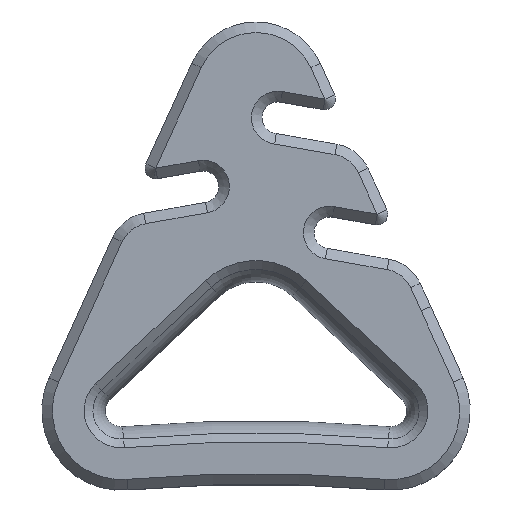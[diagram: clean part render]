
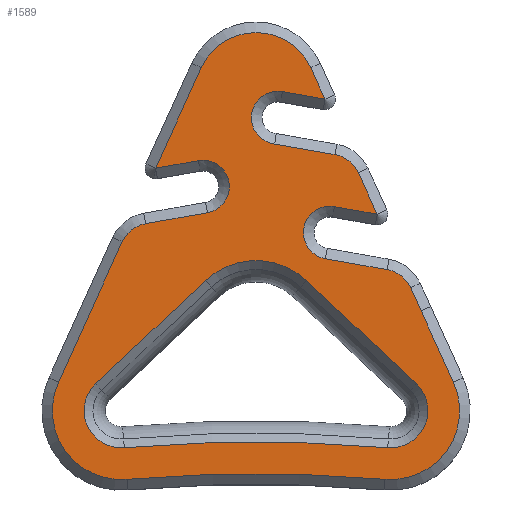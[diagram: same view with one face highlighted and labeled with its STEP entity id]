
A CAD part, top view. The second image highlights one B-rep face of the part: STEP entity #1589.
In plain terms, the highlighted planar face has unit normal (0, 0, 1).
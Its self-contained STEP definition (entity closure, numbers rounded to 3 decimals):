
#20=FACE_BOUND('',#557,.T.);
#27=PLANE('',#1756);
#119=LINE('',#2501,#268);
#140=LINE('',#2574,#289);
#141=LINE('',#2578,#290);
#142=LINE('',#2582,#291);
#143=LINE('',#2586,#292);
#144=LINE('',#2588,#293);
#145=LINE('',#2592,#294);
#146=LINE('',#2594,#295);
#147=LINE('',#2598,#296);
#148=LINE('',#2602,#297);
#149=LINE('',#2610,#298);
#150=LINE('',#2612,#299);
#151=LINE('',#2616,#300);
#152=LINE('',#2619,#301);
#268=VECTOR('',#1993,10.);
#289=VECTOR('',#2064,10.);
#290=VECTOR('',#2067,10.);
#291=VECTOR('',#2070,10.);
#292=VECTOR('',#2073,10.);
#293=VECTOR('',#2074,10.);
#294=VECTOR('',#2077,10.);
#295=VECTOR('',#2078,10.);
#296=VECTOR('',#2081,10.);
#297=VECTOR('',#2084,10.);
#298=VECTOR('',#2091,10.);
#299=VECTOR('',#2092,10.);
#300=VECTOR('',#2095,10.);
#301=VECTOR('',#2098,10.);
#448=FACE_OUTER_BOUND('',#556,.T.);
#556=EDGE_LOOP('',(#1225,#1226,#1227,#1228,#1229,#1230,#1231,#1232,#1233,
#1234,#1235,#1236,#1237,#1238,#1239,#1240,#1241,#1242,#1243,#1244,#1245,
#1246));
#557=EDGE_LOOP('',(#1247,#1248,#1249,#1250,#1251,#1252));
#664=CIRCLE('',#1729,3.5);
#665=CIRCLE('',#1732,1.75);
#678=CIRCLE('',#1752,71.5);
#679=CIRCLE('',#1754,1.75);
#680=CIRCLE('',#1757,1.5);
#681=CIRCLE('',#1758,1.252);
#682=CIRCLE('',#1759,2.84);
#683=CIRCLE('',#1760,1.249);
#684=CIRCLE('',#1761,1.5);
#685=CIRCLE('',#1762,3.249);
#686=CIRCLE('',#1763,70.);
#687=CIRCLE('',#1764,3.249);
#688=CIRCLE('',#1765,1.5);
#689=CIRCLE('',#1766,1.249);
#744=VERTEX_POINT('',#2493);
#745=VERTEX_POINT('',#2495);
#746=VERTEX_POINT('',#2499);
#747=VERTEX_POINT('',#2503);
#772=VERTEX_POINT('',#2566);
#773=VERTEX_POINT('',#2570);
#774=VERTEX_POINT('',#2576);
#775=VERTEX_POINT('',#2577);
#776=VERTEX_POINT('',#2579);
#777=VERTEX_POINT('',#2581);
#778=VERTEX_POINT('',#2583);
#779=VERTEX_POINT('',#2585);
#780=VERTEX_POINT('',#2587);
#781=VERTEX_POINT('',#2589);
#782=VERTEX_POINT('',#2591);
#783=VERTEX_POINT('',#2593);
#784=VERTEX_POINT('',#2595);
#785=VERTEX_POINT('',#2597);
#786=VERTEX_POINT('',#2599);
#787=VERTEX_POINT('',#2601);
#788=VERTEX_POINT('',#2603);
#789=VERTEX_POINT('',#2605);
#790=VERTEX_POINT('',#2607);
#791=VERTEX_POINT('',#2609);
#792=VERTEX_POINT('',#2611);
#793=VERTEX_POINT('',#2613);
#794=VERTEX_POINT('',#2615);
#795=VERTEX_POINT('',#2617);
#894=EDGE_CURVE('',#744,#745,#664,.T.);
#897=EDGE_CURVE('',#746,#744,#119,.T.);
#899=EDGE_CURVE('',#747,#746,#665,.T.);
#930=EDGE_CURVE('',#772,#747,#678,.T.);
#932=EDGE_CURVE('',#773,#772,#679,.T.);
#933=EDGE_CURVE('',#745,#773,#140,.T.);
#934=EDGE_CURVE('',#774,#775,#141,.T.);
#935=EDGE_CURVE('',#776,#774,#680,.T.);
#936=EDGE_CURVE('',#777,#776,#142,.T.);
#937=EDGE_CURVE('',#778,#777,#681,.T.);
#938=EDGE_CURVE('',#779,#778,#143,.T.);
#939=EDGE_CURVE('',#780,#779,#144,.T.);
#940=EDGE_CURVE('',#781,#780,#682,.T.);
#941=EDGE_CURVE('',#782,#781,#145,.T.);
#942=EDGE_CURVE('',#783,#782,#146,.T.);
#943=EDGE_CURVE('',#784,#783,#683,.T.);
#944=EDGE_CURVE('',#785,#784,#147,.T.);
#945=EDGE_CURVE('',#786,#785,#684,.T.);
#946=EDGE_CURVE('',#787,#786,#148,.T.);
#947=EDGE_CURVE('',#788,#787,#685,.T.);
#948=EDGE_CURVE('',#789,#788,#686,.T.);
#949=EDGE_CURVE('',#790,#789,#687,.T.);
#950=EDGE_CURVE('',#791,#790,#149,.T.);
#951=EDGE_CURVE('',#792,#791,#150,.T.);
#952=EDGE_CURVE('',#793,#792,#688,.T.);
#953=EDGE_CURVE('',#794,#793,#151,.T.);
#954=EDGE_CURVE('',#795,#794,#689,.T.);
#955=EDGE_CURVE('',#775,#795,#152,.T.);
#1225=ORIENTED_EDGE('',*,*,#934,.F.);
#1226=ORIENTED_EDGE('',*,*,#935,.F.);
#1227=ORIENTED_EDGE('',*,*,#936,.F.);
#1228=ORIENTED_EDGE('',*,*,#937,.F.);
#1229=ORIENTED_EDGE('',*,*,#938,.F.);
#1230=ORIENTED_EDGE('',*,*,#939,.F.);
#1231=ORIENTED_EDGE('',*,*,#940,.F.);
#1232=ORIENTED_EDGE('',*,*,#941,.F.);
#1233=ORIENTED_EDGE('',*,*,#942,.F.);
#1234=ORIENTED_EDGE('',*,*,#943,.F.);
#1235=ORIENTED_EDGE('',*,*,#944,.F.);
#1236=ORIENTED_EDGE('',*,*,#945,.F.);
#1237=ORIENTED_EDGE('',*,*,#946,.F.);
#1238=ORIENTED_EDGE('',*,*,#947,.F.);
#1239=ORIENTED_EDGE('',*,*,#948,.F.);
#1240=ORIENTED_EDGE('',*,*,#949,.F.);
#1241=ORIENTED_EDGE('',*,*,#950,.F.);
#1242=ORIENTED_EDGE('',*,*,#951,.F.);
#1243=ORIENTED_EDGE('',*,*,#952,.F.);
#1244=ORIENTED_EDGE('',*,*,#953,.F.);
#1245=ORIENTED_EDGE('',*,*,#954,.F.);
#1246=ORIENTED_EDGE('',*,*,#955,.F.);
#1247=ORIENTED_EDGE('',*,*,#899,.F.);
#1248=ORIENTED_EDGE('',*,*,#930,.F.);
#1249=ORIENTED_EDGE('',*,*,#932,.F.);
#1250=ORIENTED_EDGE('',*,*,#933,.F.);
#1251=ORIENTED_EDGE('',*,*,#894,.F.);
#1252=ORIENTED_EDGE('',*,*,#897,.F.);
#1589=ADVANCED_FACE('',(#448,#20),#27,.T.);
#1729=AXIS2_PLACEMENT_3D('',#2496,#1987,#1988);
#1732=AXIS2_PLACEMENT_3D('',#2505,#1997,#1998);
#1752=AXIS2_PLACEMENT_3D('',#2568,#2055,#2056);
#1754=AXIS2_PLACEMENT_3D('',#2572,#2060,#2061);
#1756=AXIS2_PLACEMENT_3D('',#2575,#2065,#2066);
#1757=AXIS2_PLACEMENT_3D('',#2580,#2068,#2069);
#1758=AXIS2_PLACEMENT_3D('',#2584,#2071,#2072);
#1759=AXIS2_PLACEMENT_3D('',#2590,#2075,#2076);
#1760=AXIS2_PLACEMENT_3D('',#2596,#2079,#2080);
#1761=AXIS2_PLACEMENT_3D('',#2600,#2082,#2083);
#1762=AXIS2_PLACEMENT_3D('',#2604,#2085,#2086);
#1763=AXIS2_PLACEMENT_3D('',#2606,#2087,#2088);
#1764=AXIS2_PLACEMENT_3D('',#2608,#2089,#2090);
#1765=AXIS2_PLACEMENT_3D('',#2614,#2093,#2094);
#1766=AXIS2_PLACEMENT_3D('',#2618,#2096,#2097);
#1987=DIRECTION('center_axis',(0.,0.,1.));
#1988=DIRECTION('ref_axis',(0.685,0.728,0.));
#1993=DIRECTION('',(-0.728,0.685,0.));
#1997=DIRECTION('center_axis',(0.,0.,1.));
#1998=DIRECTION('ref_axis',(-0.087,-0.996,0.));
#2055=DIRECTION('center_axis',(0.,0.,-1.));
#2056=DIRECTION('ref_axis',(0.087,0.996,0.));
#2060=DIRECTION('center_axis',(0.,0.,1.));
#2061=DIRECTION('ref_axis',(-0.685,0.728,0.));
#2064=DIRECTION('',(-0.728,-0.685,0.));
#2065=DIRECTION('center_axis',(0.,0.,1.));
#2066=DIRECTION('ref_axis',(1.,0.,0.));
#2067=DIRECTION('',(0.413,-0.911,0.));
#2068=DIRECTION('center_axis',(0.,0.,-1.));
#2069=DIRECTION('ref_axis',(0.911,0.413,0.));
#2070=DIRECTION('',(0.985,-0.174,0.));
#2071=DIRECTION('center_axis',(0.,0.,1.));
#2072=DIRECTION('ref_axis',(-0.174,-0.985,0.));
#2073=DIRECTION('',(-0.985,0.174,0.));
#2074=DIRECTION('',(0.413,-0.911,0.));
#2075=DIRECTION('center_axis',(0.,0.,-1.));
#2076=DIRECTION('ref_axis',(0.911,0.413,0.));
#2077=DIRECTION('',(0.414,0.91,0.));
#2078=DIRECTION('',(-0.985,-0.174,0.));
#2079=DIRECTION('center_axis',(0.,0.,1.));
#2080=DIRECTION('ref_axis',(-0.17,0.985,0.));
#2081=DIRECTION('',(0.985,0.174,0.));
#2082=DIRECTION('center_axis',(0.,0.,-1.));
#2083=DIRECTION('ref_axis',(-0.174,0.985,0.));
#2084=DIRECTION('',(0.413,0.911,0.));
#2085=DIRECTION('center_axis',(0.,0.,-1.));
#2086=DIRECTION('ref_axis',(-0.911,0.413,0.));
#2087=DIRECTION('center_axis',(0.,0.,1.));
#2088=DIRECTION('ref_axis',(0.087,0.996,0.));
#2089=DIRECTION('center_axis',(0.,0.,-1.));
#2090=DIRECTION('ref_axis',(-0.087,-0.996,0.));
#2091=DIRECTION('',(0.413,-0.911,0.));
#2092=DIRECTION('',(0.413,-0.911,0.));
#2093=DIRECTION('center_axis',(0.,0.,-1.));
#2094=DIRECTION('ref_axis',(0.911,0.413,0.));
#2095=DIRECTION('',(0.985,-0.173,0.));
#2096=DIRECTION('center_axis',(0.,0.,1.));
#2097=DIRECTION('ref_axis',(-0.173,-0.985,0.));
#2098=DIRECTION('',(-0.985,0.173,0.));
#2493=CARTESIAN_POINT('',(2.399,7.115,5.));
#2495=CARTESIAN_POINT('',(-2.399,7.115,5.));
#2496=CARTESIAN_POINT('Origin',(0.,4.567,
5.));
#2499=CARTESIAN_POINT('',(7.571,2.246,5.));
#2501=CARTESIAN_POINT('',(1.472,7.988,5.));
#2503=CARTESIAN_POINT('',(6.22,-0.771,5.));
#2505=CARTESIAN_POINT('Origin',(6.372,0.972,5.));
#2566=CARTESIAN_POINT('',(-6.221,-0.771,5.));
#2568=CARTESIAN_POINT('Origin',(0.,-72.,5.));
#2570=CARTESIAN_POINT('',(-7.572,2.246,5.));
#2572=CARTESIAN_POINT('Origin',(-6.373,0.972,5.));
#2574=CARTESIAN_POINT('',(-4.059,5.553,5.));
#2575=CARTESIAN_POINT('Origin',(0.,8.281,
5.));
#2576=CARTESIAN_POINT('',(4.837,12.215,5.));
#2577=CARTESIAN_POINT('',(5.726,10.258,5.));
#2578=CARTESIAN_POINT('',(5.609,10.517,5.));
#2579=CARTESIAN_POINT('',(3.732,13.072,5.));
#2580=CARTESIAN_POINT('Origin',(3.471,11.595,5.));
#2581=CARTESIAN_POINT('',(0.885,13.575,5.));
#2582=CARTESIAN_POINT('',(2.332,13.319,5.));
#2583=CARTESIAN_POINT('',(1.25,16.051,5.));
#2584=CARTESIAN_POINT('Origin',(1.032,14.818,5.));
#2585=CARTESIAN_POINT('',(3.256,15.697,5.));
#2586=CARTESIAN_POINT('',(1.308,16.041,5.));
#2587=CARTESIAN_POINT('',(2.586,17.174,5.));
#2588=CARTESIAN_POINT('',(4.374,13.236,5.));
#2589=CARTESIAN_POINT('',(-2.584,17.177,5.));
#2590=CARTESIAN_POINT('Origin',(0.,16.,5.));
#2591=CARTESIAN_POINT('',(-4.746,12.431,5.));
#2592=CARTESIAN_POINT('',(-4.04,13.98,5.));
#2593=CARTESIAN_POINT('',(-2.724,12.788,5.));
#2594=CARTESIAN_POINT('',(-2.799,12.775,5.));
#2595=CARTESIAN_POINT('',(-2.295,10.326,5.));
#2596=CARTESIAN_POINT('Origin',(-2.508,11.557,5.));
#2597=CARTESIAN_POINT('',(-5.218,9.811,5.));
#2598=CARTESIAN_POINT('',(-1.356,10.492,5.));
#2599=CARTESIAN_POINT('',(-6.324,8.953,5.));
#2600=CARTESIAN_POINT('Origin',(-4.958,8.334,5.));
#2601=CARTESIAN_POINT('',(-9.332,2.314,5.));
#2602=CARTESIAN_POINT('',(-5.912,9.863,5.));
#2603=CARTESIAN_POINT('',(-6.09,-2.265,5.));
#2604=CARTESIAN_POINT('Origin',(-6.373,0.972,5.));
#2605=CARTESIAN_POINT('',(6.089,-2.265,5.));
#2606=CARTESIAN_POINT('Origin',(0.,-72.,5.));
#2607=CARTESIAN_POINT('',(9.332,2.313,5.));
#2608=CARTESIAN_POINT('Origin',(6.372,0.972,5.));
#2609=CARTESIAN_POINT('',(7.8,5.691,5.));
#2610=CARTESIAN_POINT('',(7.413,6.543,5.));
#2611=CARTESIAN_POINT('',(7.305,6.781,5.));
#2612=CARTESIAN_POINT('',(6.646,8.233,5.));
#2613=CARTESIAN_POINT('',(6.199,7.638,5.));
#2614=CARTESIAN_POINT('Origin',(5.939,6.161,5.));
#2615=CARTESIAN_POINT('',(3.28,8.152,5.));
#2616=CARTESIAN_POINT('',(3.138,8.177,5.));
#2617=CARTESIAN_POINT('',(3.705,10.614,5.));
#2618=CARTESIAN_POINT('Origin',(3.489,9.384,5.));
#2619=CARTESIAN_POINT('',(2.107,10.895,5.));
